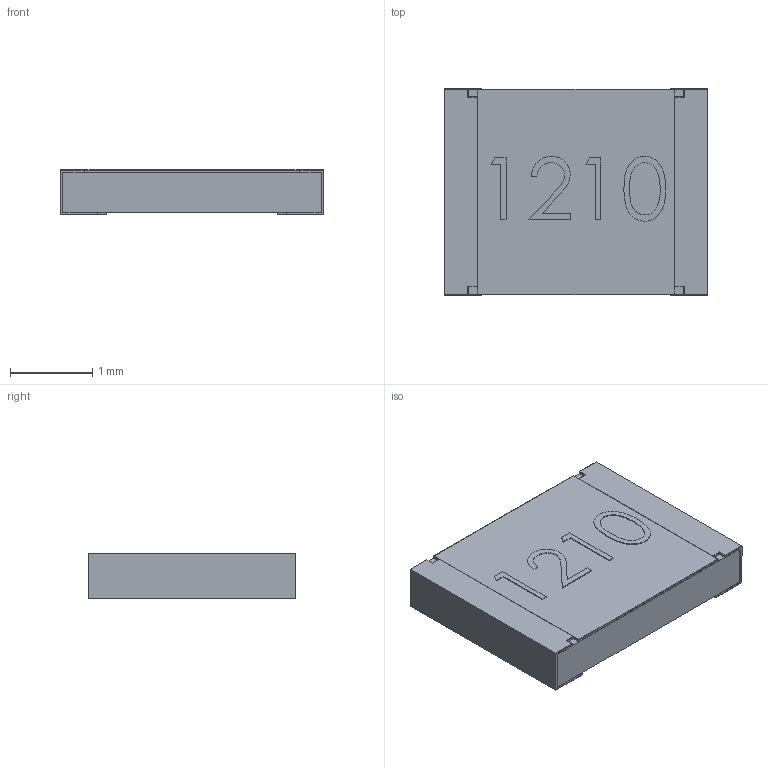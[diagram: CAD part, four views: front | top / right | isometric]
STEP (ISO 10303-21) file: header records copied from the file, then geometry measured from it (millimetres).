
FILE_DESCRIPTION (( 'STEP AP214' ), '1' );
FILE_NAME ('RES1210.STEP', '2019-11-22T14:51:49', ( 'Elessar' ), ( '' ), 'SwSTEP 2.0', 'SolidWorks 2018', '' );
FILE_SCHEMA (( 'AUTOMOTIVE_DESIGN' ));
Length unit declared in the file: millimetre
Products named in the file (1): RES1210
Bounding box: 3.2 x 2.51 x 0.56 mm (x, y, z)
Volume: 4.2 mm3; surface area: 22.4 mm2
Topology: 1 solids, 1 shells, 132 faces, 343 edges, 218 vertices
Faces by surface type: plane 83, cylinder 34, bspline 15
Entity records: 5733 total; most frequent: CARTESIAN_POINT 2023, ORIENTED_EDGE 686, DIRECTION 545, EDGE_CURVE 343, VECTOR 265, LINE 265, VERTEX_POINT 218, AXIS2_PLACEMENT_3D 140
